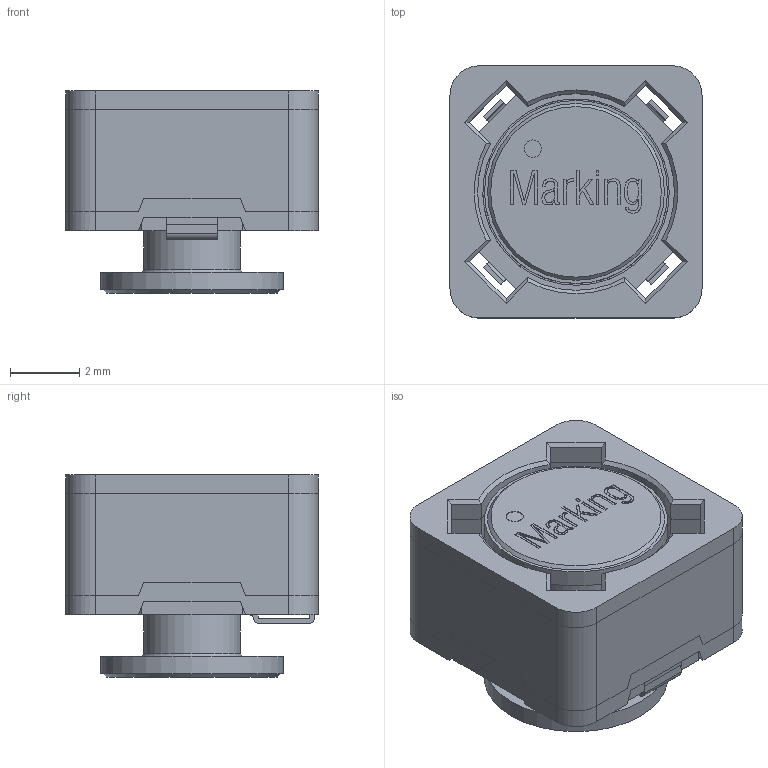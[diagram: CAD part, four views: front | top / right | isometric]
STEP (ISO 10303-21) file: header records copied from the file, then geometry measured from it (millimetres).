
FILE_DESCRIPTION( ( 'Unknown' ), '1' );
FILE_NAME( '7687779xxx.stp', 'Unknown', ( 'WJelisarow' ), ( 'Würth Elektronik eiSos' ), 'PSStep 14.0', 'Unknown', ' ' );
FILE_SCHEMA( ( 'AUTOMOTIVE_DESIGN { 1 0 10303 214 1 1 1 1 }' ) );
Length unit declared in the file: millimetre
Products named in the file (5): Assem1; Base; Core; Ferrite Shield; SolderPad
Bounding box: 7.3 x 7.3 x 5.85 mm (x, y, z)
Volume: 271.1 mm3; surface area: 972.5 mm2
Topology: 9 solids, 9 shells, 600 faces, 1632 edges, 1062 vertices
Faces by surface type: plane 488, cylinder 72, extrusion 24, cone 12, torus 4
Full cylindrical faces by diameter (mm): 0.5 x2, 2.8 x2, 5.3 x4, 5.4 x2
Entity records: 11400 total; most frequent: CARTESIAN_POINT 2136, ORIENTED_EDGE 1522, DIRECTION 1262, EDGE_CURVE 761, VECTOR 540, LINE 528, VERTEX_POINT 501, AXIS2_PLACEMENT_3D 361
